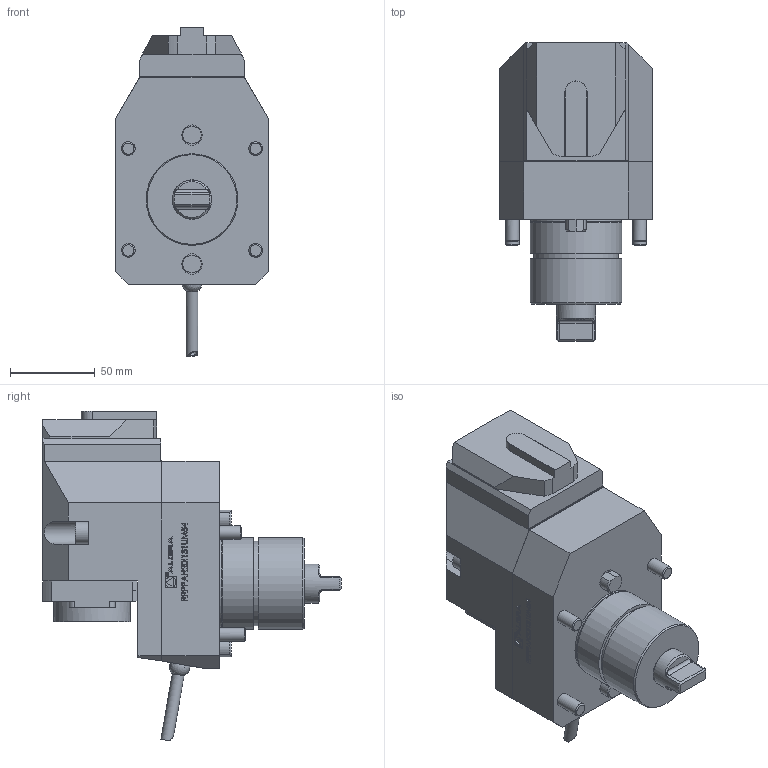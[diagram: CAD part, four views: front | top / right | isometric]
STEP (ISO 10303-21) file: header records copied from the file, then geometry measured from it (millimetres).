
FILE_DESCRIPTION (( 'STEP AP214' ), '1' );
FILE_NAME ('RRPPAH20I131UM54.STEP', '2025-10-02T14:03:49', ( '' ), ( '' ), 'SwSTEP 2.0', 'SolidWorks 2023', '' );
FILE_SCHEMA (( 'AUTOMOTIVE_DESIGN' ));
Length unit declared in the file: millimetre
Products named in the file (1): RRPPAH20I131UM54
Bounding box: 90 x 175.7 x 194.11 mm (x, y, z)
Volume: 1099572.1 mm3; surface area: 80846.4 mm2
Topology: 1 solids, 1 shells, 507 faces, 1325 edges, 876 vertices
Faces by surface type: plane 341, bspline 75, cylinder 67, cone 20, torus 3, sphere 1
Full cylindrical faces by diameter (mm): 1.7 x1, 2.1 x1, 4 x1, 6.366 x1, 7 x1, 8 x4, 13 x2, 23 x1, 45 x1, 49.9 x1, 53.6 x1, 54 x2
Entity records: 23762 total; most frequent: CARTESIAN_POINT 8417, ORIENTED_EDGE 2558, DIRECTION 2108, EDGE_CURVE 1279, VECTOR 942, LINE 942, VERTEX_POINT 860, EDGE_LOOP 593
